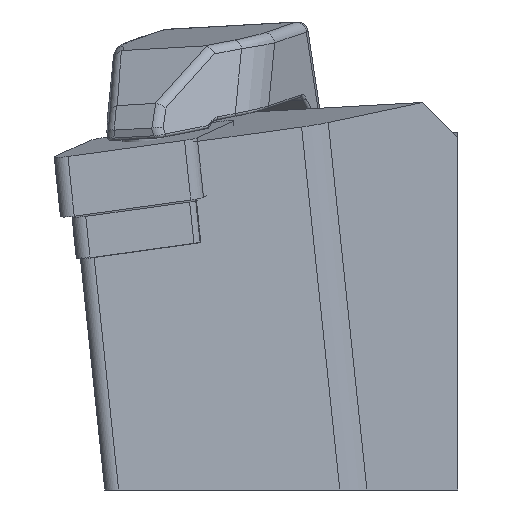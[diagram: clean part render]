
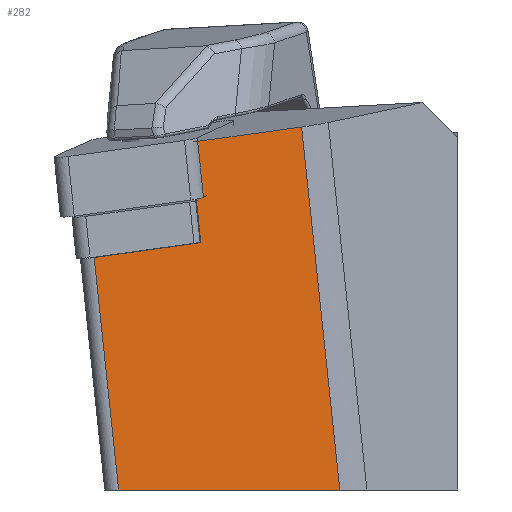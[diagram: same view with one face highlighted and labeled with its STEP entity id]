
A CAD part, left-side view. The second image highlights one B-rep face of the part: STEP entity #282.
In plain terms, the highlighted planar face has unit normal (-0.949, -0.309, -0.068).
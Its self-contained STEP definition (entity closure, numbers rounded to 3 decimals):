
#282=ADVANCED_FACE('',(#460),#407,.F.);
#407=PLANE('',#2274);
#460=FACE_OUTER_BOUND('',#582,.T.);
#582=EDGE_LOOP('',(#1125,#1126,#1127,#1128,#1129,#1130,#1131));
#703=LINE('',#3127,#875);
#723=LINE('',#3260,#895);
#754=LINE('',#3330,#926);
#755=LINE('',#3332,#927);
#756=LINE('',#3333,#928);
#757=LINE('',#3335,#929);
#758=LINE('',#3336,#930);
#875=VECTOR('',#2489,1.);
#895=VECTOR('',#2525,1.);
#926=VECTOR('',#2578,1.);
#927=VECTOR('',#2581,1.);
#928=VECTOR('',#2582,1.);
#929=VECTOR('',#2583,1.);
#930=VECTOR('',#2584,1.);
#1125=ORIENTED_EDGE('',*,*,#1937,.T.);
#1126=ORIENTED_EDGE('',*,*,#1936,.T.);
#1127=ORIENTED_EDGE('',*,*,#1938,.F.);
#1128=ORIENTED_EDGE('',*,*,#1939,.F.);
#1129=ORIENTED_EDGE('',*,*,#1900,.F.);
#1130=ORIENTED_EDGE('',*,*,#1940,.T.);
#1131=ORIENTED_EDGE('',*,*,#1871,.T.);
#1673=VERTEX_POINT('',#3125);
#1675=VERTEX_POINT('',#3128);
#1703=VERTEX_POINT('',#3259);
#1704=VERTEX_POINT('',#3261);
#1730=VERTEX_POINT('',#3327);
#1731=VERTEX_POINT('',#3329);
#1732=VERTEX_POINT('',#3334);
#1871=EDGE_CURVE('',#1675,#1673,#703,.T.);
#1900=EDGE_CURVE('',#1703,#1704,#723,.T.);
#1936=EDGE_CURVE('',#1730,#1731,#754,.T.);
#1937=EDGE_CURVE('',#1673,#1730,#755,.T.);
#1938=EDGE_CURVE('',#1732,#1731,#756,.T.);
#1939=EDGE_CURVE('',#1704,#1732,#757,.T.);
#1940=EDGE_CURVE('',#1703,#1675,#758,.T.);
#2274=AXIS2_PLACEMENT_3D('',#3337,#2585,#2586);
#2489=DIRECTION('',(-0.298,0.945,-0.131));
#2525=DIRECTION('',(0.298,-0.945,0.131));
#2578=DIRECTION('',(0.105,-0.104,-0.989));
#2581=DIRECTION('',(-0.298,0.945,-0.131));
#2582=DIRECTION('',(-0.309,0.951,0.));
#2583=DIRECTION('',(0.105,-0.104,-0.989));
#2584=DIRECTION('',(0.105,-0.104,-0.989));
#2585=DIRECTION('',(0.949,0.309,0.068));
#2586=DIRECTION('',(0.309,-0.951,0.));
#3125=CARTESIAN_POINT('',(4.967,19.495,-6.303));
#3127=CARTESIAN_POINT('',(2.448,27.481,-7.409));
#3128=CARTESIAN_POINT('',(4.975,19.47,-6.3));
#3259=CARTESIAN_POINT('',(4.177,20.264,1.257));
#3260=CARTESIAN_POINT('',(1.65,28.276,0.148));
#3261=CARTESIAN_POINT('',(6.845,11.802,2.428));
#3327=CARTESIAN_POINT('',(2.448,27.481,-7.409));
#3329=CARTESIAN_POINT('',(4.308,25.632,-25.));
#3330=CARTESIAN_POINT('',(5.8,24.148,-39.118));
#3332=CARTESIAN_POINT('',(2.448,27.481,-7.409));
#3333=CARTESIAN_POINT('',(4.887,23.852,-25.));
#3334=CARTESIAN_POINT('',(9.744,8.919,-25.));
#3335=CARTESIAN_POINT('',(10.995,7.675,-36.838));
#3336=CARTESIAN_POINT('',(3.407,21.029,8.537));
#3337=CARTESIAN_POINT('',(5.8,24.148,-39.118));
